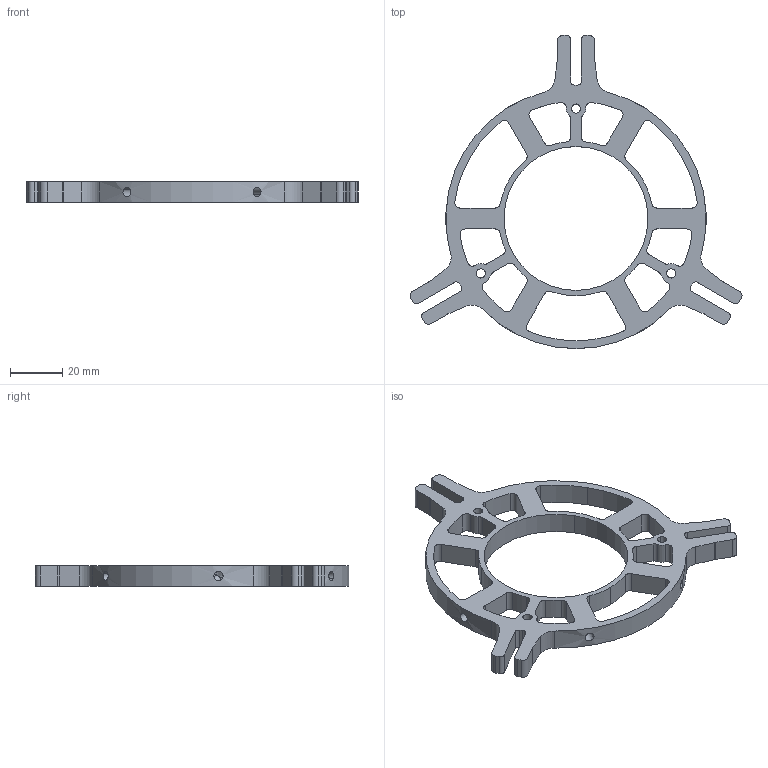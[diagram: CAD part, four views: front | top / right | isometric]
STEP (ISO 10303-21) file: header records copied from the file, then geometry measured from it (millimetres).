
FILE_DESCRIPTION(('CATIA V5 STEP Exchange'),'2;1');
FILE_NAME('BagueAileron.stp','2019-05-06T18:17:59+00:00',('none'),('none'),'CATIA Version 5 Release 21 GA (IN-10)','CATIA V5 STEP AP203','none');
FILE_SCHEMA(('CONFIG_CONTROL_DESIGN'));
Length unit declared in the file: millimetre
Products named in the file (1): BagueAileron54
Bounding box: 126.88 x 119.75 x 8 mm (x, y, z)
Volume: 25678.7 mm3; surface area: 17727.1 mm2
Topology: 1 solids, 1 shells, 186 faces, 550 edges, 360 vertices
Faces by surface type: cylinder 126, plane 48, cone 12
Entity records: 6006 total; most frequent: CARTESIAN_POINT 1179, ORIENTED_EDGE 1076, DIRECTION 822, EDGE_CURVE 538, AXIS2_PLACEMENT_3D 395, VERTEX_POINT 360, VECTOR 280, LINE 280
